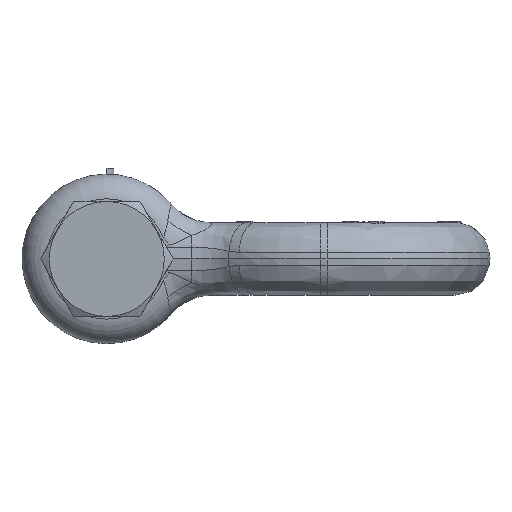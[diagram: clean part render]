
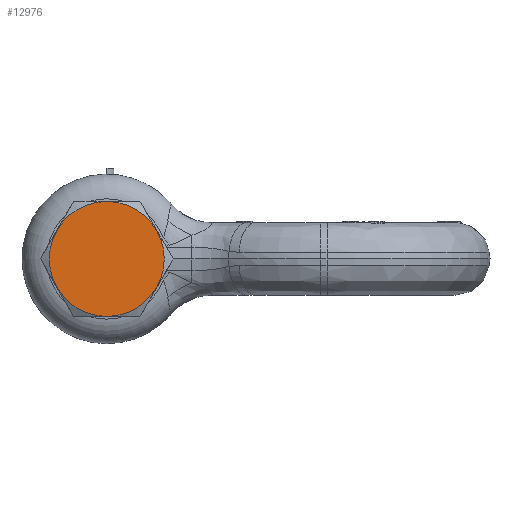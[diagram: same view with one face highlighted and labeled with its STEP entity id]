
A CAD part, left-side view. The second image highlights one B-rep face of the part: STEP entity #12976.
In plain terms, the highlighted planar face has unit normal (-1, 0, 0).
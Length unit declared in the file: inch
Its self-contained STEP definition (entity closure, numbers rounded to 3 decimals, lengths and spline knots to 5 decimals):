
#4686=CARTESIAN_POINT('',(-3.23777,0.,0.));
#4687=DIRECTION('',(-1.,0.,0.));
#4688=DIRECTION('',(0.,0.,-1.));
#4689=AXIS2_PLACEMENT_3D('',#4686,#4687,#4688);
#4691=CARTESIAN_POINT('',(-3.23777,0.,0.));
#4692=DIRECTION('',(-1.,0.,0.));
#4693=DIRECTION('',(0.,0.866,-0.5));
#4694=AXIS2_PLACEMENT_3D('',#4691,#4692,#4693);
#4696=CARTESIAN_POINT('',(-3.23777,0.,0.));
#4697=DIRECTION('',(-1.,0.,0.));
#4698=DIRECTION('',(0.,0.866,0.5));
#4699=AXIS2_PLACEMENT_3D('',#4696,#4697,#4698);
#4701=CARTESIAN_POINT('',(-3.23777,0.,0.));
#4702=DIRECTION('',(-1.,0.,0.));
#4703=DIRECTION('',(0.,0.,1.));
#4704=AXIS2_PLACEMENT_3D('',#4701,#4702,#4703);
#4706=CARTESIAN_POINT('',(-3.23777,0.,0.));
#4707=DIRECTION('',(-1.,0.,0.));
#4708=DIRECTION('',(0.,-0.866,0.5));
#4709=AXIS2_PLACEMENT_3D('',#4706,#4707,#4708);
#4711=CARTESIAN_POINT('',(-3.23777,0.,0.));
#4712=DIRECTION('',(-1.,0.,0.));
#4713=DIRECTION('',(0.,-0.866,-0.5));
#4714=AXIS2_PLACEMENT_3D('',#4711,#4712,#4713);
#7708=CARTESIAN_POINT('',(-3.23777,0.,-1.125));
#7709=CARTESIAN_POINT('',(-3.23777,-0.97428,
-0.5625));
#7710=VERTEX_POINT('',#7708);
#7711=VERTEX_POINT('',#7709);
#7712=CARTESIAN_POINT('',(-3.23777,-0.97428,
0.5625));
#7713=VERTEX_POINT('',#7712);
#7714=CARTESIAN_POINT('',(-3.23777,0.,1.125));
#7715=VERTEX_POINT('',#7714);
#7716=CARTESIAN_POINT('',(-3.23777,0.97428,
0.5625));
#7717=VERTEX_POINT('',#7716);
#7718=CARTESIAN_POINT('',(-3.23777,0.97428,
-0.5625));
#7719=VERTEX_POINT('',#7718);
#12963=CARTESIAN_POINT('',(-3.23777,0.,0.));
#12964=DIRECTION('',(-1.,0.,0.));
#12965=DIRECTION('',(0.,0.,1.));
#12966=AXIS2_PLACEMENT_3D('',#12963,#12964,#12965);
#12967=PLANE('',#12966);
#12968=ORIENTED_EDGE('',*,*,#12821,.F.);
#12969=ORIENTED_EDGE('',*,*,#12945,.F.);
#12970=ORIENTED_EDGE('',*,*,#12933,.F.);
#12971=ORIENTED_EDGE('',*,*,#12920,.F.);
#12972=ORIENTED_EDGE('',*,*,#12848,.F.);
#12973=ORIENTED_EDGE('',*,*,#12835,.F.);
#12974=EDGE_LOOP('',(#12968,#12969,#12970,#12971,#12972,#12973));
#12975=FACE_OUTER_BOUND('',#12974,.F.);
#12976=ADVANCED_FACE('',(#12975),#12967,.T.);
#4690=CIRCLE('',#4689,1.125);
#4695=CIRCLE('',#4694,1.125);
#4700=CIRCLE('',#4699,1.125);
#4705=CIRCLE('',#4704,1.125);
#4710=CIRCLE('',#4709,1.125);
#4715=CIRCLE('',#4714,1.125);
#12821=EDGE_CURVE('',#7710,#7711,#4690,.T.);
#12835=EDGE_CURVE('',#7711,#7713,#4715,.T.);
#12848=EDGE_CURVE('',#7713,#7715,#4710,.T.);
#12920=EDGE_CURVE('',#7715,#7717,#4705,.T.);
#12933=EDGE_CURVE('',#7717,#7719,#4700,.T.);
#12945=EDGE_CURVE('',#7719,#7710,#4695,.T.);
